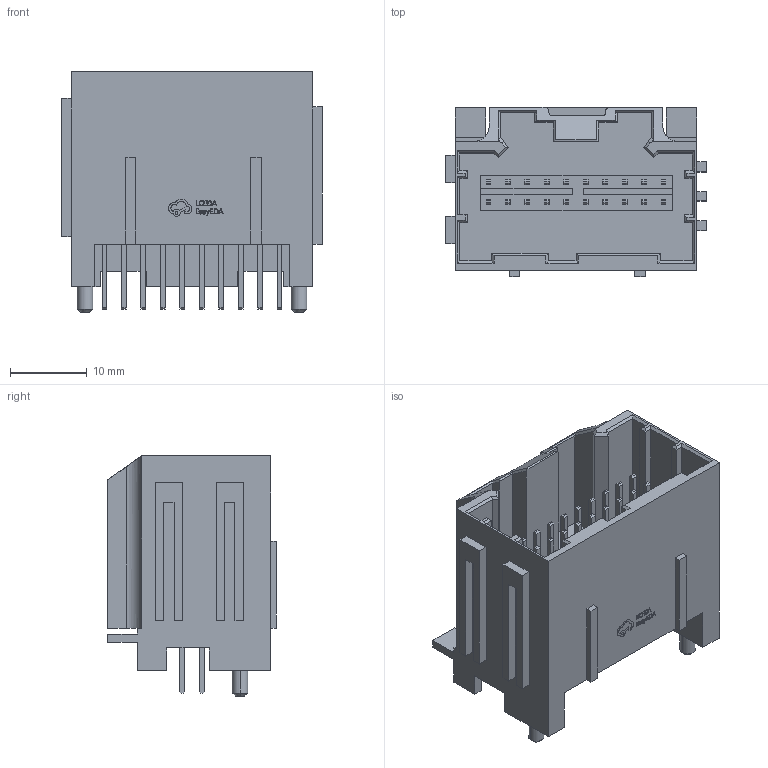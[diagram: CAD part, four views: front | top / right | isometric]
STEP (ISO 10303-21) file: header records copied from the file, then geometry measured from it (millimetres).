
FILE_DESCRIPTION (( 'STEP AP214' ), '1' );
FILE_NAME ('CONN-TH_20P-P2.54-S2.54_L22.1-W34.4-EH27.9.step', '2022-08-03T15:47:27', ( '' ), ( '' ), 'SwSTEP 2.0', 'SolidWorks 2020', '' );
FILE_SCHEMA (( 'AUTOMOTIVE_DESIGN' ));
Length unit declared in the file: millimetre
Products named in the file (1): CONN-TH_20P-P2.54-S2.54_L22.1-W34.4-EH27.9
Bounding box: 34.03 x 22.05 x 31.38 mm (x, y, z)
Volume: 6736.1 mm3; surface area: 7718.2 mm2
Topology: 14 solids, 14 shells, 794 faces, 2093 edges, 1382 vertices
Faces by surface type: plane 662, bspline 114, cylinder 14, cone 4
Entity records: 30624 total; most frequent: CARTESIAN_POINT 6650, ORIENTED_EDGE 4186, DIRECTION 3245, EDGE_CURVE 2093, LINE 1827, VECTOR 1827, VERTEX_POINT 1382, EDGE_LOOP 861
